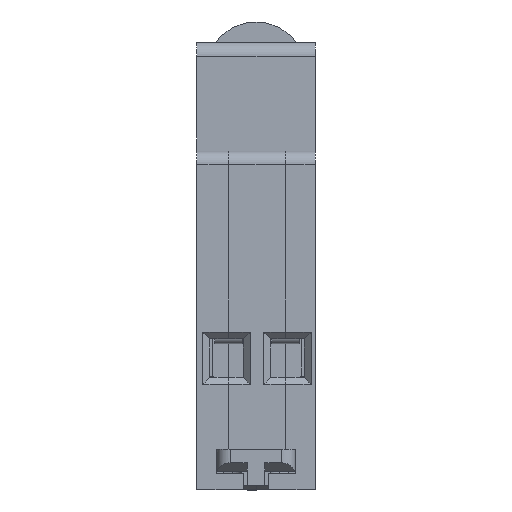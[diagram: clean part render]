
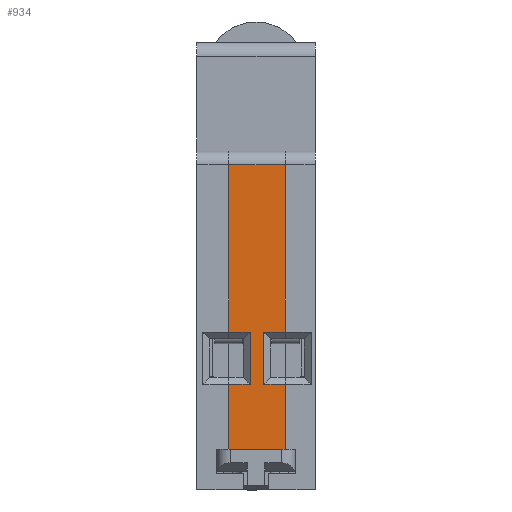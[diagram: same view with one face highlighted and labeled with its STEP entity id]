
A CAD part, front view. The second image highlights one B-rep face of the part: STEP entity #934.
In plain terms, the highlighted face is planar.
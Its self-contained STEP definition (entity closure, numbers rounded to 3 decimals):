
#431 = VERTEX_POINT ( 'NONE', #18880 ) ;
#435 = VERTEX_POINT ( 'NONE', #18875 ) ;
#437 = EDGE_CURVE ( 'NONE', #431, #435, #18874, .T. ) ;
#644 = EDGE_CURVE ( 'NONE', #431, #645, #16767, .T. ) ;
#645 = VERTEX_POINT ( 'NONE', #16596 ) ;
#682 = VERTEX_POINT ( 'NONE', #16768 ) ;
#684 = EDGE_CURVE ( 'NONE', #685, #682, #16698, .T. ) ;
#685 = VERTEX_POINT ( 'NONE', #16694 ) ;
#843 = VERTEX_POINT ( 'NONE', #16991 ) ;
#845 = EDGE_CURVE ( 'NONE', #435, #843, #16990, .T. ) ;
#934 = ADVANCED_FACE ( 'NONE', ( #17108 ), #17107, .F. ) ;
#935 = ORIENTED_EDGE ( 'NONE', *, *, #936, .T. ) ;
#936 = EDGE_CURVE ( 'NONE', #937, #938, #17102, .T. ) ;
#937 = VERTEX_POINT ( 'NONE', #17098 ) ;
#938 = VERTEX_POINT ( 'NONE', #17097 ) ;
#939 = ORIENTED_EDGE ( 'NONE', *, *, #940, .T. ) ;
#940 = EDGE_CURVE ( 'NONE', #938, #645, #17096, .T. ) ;
#966 = EDGE_LOOP ( 'NONE', ( #935, #939, #1043, #1044, #1045, #1046, #1049, #1052, #1054, #969, #972, #975 ) ) ;
#969 = ORIENTED_EDGE ( 'NONE', *, *, #970, .T. ) ;
#970 = EDGE_CURVE ( 'NONE', #682, #971, #17172, .T. ) ;
#971 = VERTEX_POINT ( 'NONE', #17292 ) ;
#972 = ORIENTED_EDGE ( 'NONE', *, *, #973, .F. ) ;
#973 = EDGE_CURVE ( 'NONE', #974, #971, #17291, .T. ) ;
#974 = VERTEX_POINT ( 'NONE', #17287 ) ;
#975 = ORIENTED_EDGE ( 'NONE', *, *, #976, .T. ) ;
#976 = EDGE_CURVE ( 'NONE', #974, #937, #17286, .T. ) ;
#1043 = ORIENTED_EDGE ( 'NONE', *, *, #644, .F. ) ;
#1044 = ORIENTED_EDGE ( 'NONE', *, *, #437, .T. ) ;
#1045 = ORIENTED_EDGE ( 'NONE', *, *, #845, .T. ) ;
#1046 = ORIENTED_EDGE ( 'NONE', *, *, #1047, .T. ) ;
#1047 = EDGE_CURVE ( 'NONE', #843, #1048, #17053, .T. ) ;
#1048 = VERTEX_POINT ( 'NONE', #17462 ) ;
#1049 = ORIENTED_EDGE ( 'NONE', *, *, #1050, .T. ) ;
#1050 = EDGE_CURVE ( 'NONE', #1048, #1051, #17391, .T. ) ;
#1051 = VERTEX_POINT ( 'NONE', #17520 ) ;
#1052 = ORIENTED_EDGE ( 'NONE', *, *, #1053, .T. ) ;
#1053 = EDGE_CURVE ( 'NONE', #1051, #685, #17421, .T. ) ;
#1054 = ORIENTED_EDGE ( 'NONE', *, *, #684, .T. ) ;
#16596 = CARTESIAN_POINT ( 'NONE',  ( 83., 9.6, 8.4 ) ) ;
#16597 = DIRECTION ( 'NONE',  ( 0., 1., 0. ) ) ;
#16598 = VECTOR ( 'NONE', #16597, 1000. ) ;
#16599 = CARTESIAN_POINT ( 'NONE',  ( 83., 0., 8.4 ) ) ;
#16694 = CARTESIAN_POINT ( 'NONE',  ( 83., 17.3, 0. ) ) ;
#16695 = DIRECTION ( 'NONE',  ( 0., 1., 0. ) ) ;
#16696 = VECTOR ( 'NONE', #16695, 1000. ) ;
#16697 = CARTESIAN_POINT ( 'NONE',  ( 83., 0., 0. ) ) ;
#16698 = LINE ( 'NONE', #16697, #16696 ) ;
#16767 = LINE ( 'NONE', #16599, #16598 ) ;
#16768 = CARTESIAN_POINT ( 'NONE',  ( 83., 42., 0. ) ) ;
#16987 = DIRECTION ( 'NONE',  ( 0., 1., 0. ) ) ;
#16988 = VECTOR ( 'NONE', #16987, 1000. ) ;
#16989 = CARTESIAN_POINT ( 'NONE',  ( 83., 0., 0. ) ) ;
#16990 = LINE ( 'NONE', #16989, #16988 ) ;
#16991 = CARTESIAN_POINT ( 'NONE',  ( 83., 9.6, 0. ) ) ;
#17050 = DIRECTION ( 'NONE',  ( 0., 0., 1. ) ) ;
#17051 = VECTOR ( 'NONE', #17050, 1000. ) ;
#17052 = CARTESIAN_POINT ( 'NONE',  ( 83., 9.6, 8.4 ) ) ;
#17053 = LINE ( 'NONE', #17052, #17051 ) ;
#17093 = DIRECTION ( 'NONE',  ( 0., 0., 1. ) ) ;
#17094 = VECTOR ( 'NONE', #17093, 1000. ) ;
#17095 = CARTESIAN_POINT ( 'NONE',  ( 83., 9.6, 8.4 ) ) ;
#17096 = LINE ( 'NONE', #17095, #17094 ) ;
#17097 = CARTESIAN_POINT ( 'NONE',  ( 83., 9.6, 5.2 ) ) ;
#17098 = CARTESIAN_POINT ( 'NONE',  ( 83., 17.3, 5.2 ) ) ;
#17099 = DIRECTION ( 'NONE',  ( 0., -1., 0. ) ) ;
#17100 = VECTOR ( 'NONE', #17099, 1000. ) ;
#17101 = CARTESIAN_POINT ( 'NONE',  ( 83., 0., 5.2 ) ) ;
#17102 = LINE ( 'NONE', #17101, #17100 ) ;
#17103 = DIRECTION ( 'NONE',  ( 0., 0., 1. ) ) ;
#17104 = DIRECTION ( 'NONE',  ( -1., 0., 0. ) ) ;
#17105 = CARTESIAN_POINT ( 'NONE',  ( 83., 0., 8.4 ) ) ;
#17106 = AXIS2_PLACEMENT_3D ( 'NONE', #17105, #17104, #17103 ) ;
#17107 = PLANE ( 'NONE',  #17106 ) ;
#17108 = FACE_OUTER_BOUND ( 'NONE', #966, .T. ) ;
#17171 = CARTESIAN_POINT ( 'NONE',  ( 83., 42., 8.4 ) ) ;
#17172 = LINE ( 'NONE', #17171, #17294 ) ;
#17283 = DIRECTION ( 'NONE',  ( 0., 0., -1. ) ) ;
#17284 = VECTOR ( 'NONE', #17283, 1000. ) ;
#17285 = CARTESIAN_POINT ( 'NONE',  ( 83., 17.3, 8.4 ) ) ;
#17286 = LINE ( 'NONE', #17285, #17284 ) ;
#17287 = CARTESIAN_POINT ( 'NONE',  ( 83., 17.3, 8.4 ) ) ;
#17288 = DIRECTION ( 'NONE',  ( 0., 1., 0. ) ) ;
#17289 = VECTOR ( 'NONE', #17288, 1000. ) ;
#17290 = CARTESIAN_POINT ( 'NONE',  ( 83., 0., 8.4 ) ) ;
#17291 = LINE ( 'NONE', #17290, #17289 ) ;
#17292 = CARTESIAN_POINT ( 'NONE',  ( 83., 42., 8.4 ) ) ;
#17293 = DIRECTION ( 'NONE',  ( 0., 0., 1. ) ) ;
#17294 = VECTOR ( 'NONE', #17293, 1000. ) ;
#17389 = VECTOR ( 'NONE', #17521, 1000. ) ;
#17390 = CARTESIAN_POINT ( 'NONE',  ( 83., 0., 3.2 ) ) ;
#17391 = LINE ( 'NONE', #17390, #17389 ) ;
#17419 = VECTOR ( 'NONE', #17444, 1000. ) ;
#17420 = CARTESIAN_POINT ( 'NONE',  ( 83., 17.3, 8.4 ) ) ;
#17421 = LINE ( 'NONE', #17420, #17419 ) ;
#17444 = DIRECTION ( 'NONE',  ( 0., 0., -1. ) ) ;
#17462 = CARTESIAN_POINT ( 'NONE',  ( 83., 9.6, 3.2 ) ) ;
#17520 = CARTESIAN_POINT ( 'NONE',  ( 83., 17.3, 3.2 ) ) ;
#17521 = DIRECTION ( 'NONE',  ( 0., 1., 0. ) ) ;
#18874 = LINE ( 'NONE', #19011, #19010 ) ;
#18875 = CARTESIAN_POINT ( 'NONE',  ( 83., 0., 0. ) ) ;
#18880 = CARTESIAN_POINT ( 'NONE',  ( 83., 0., 8.4 ) ) ;
#19009 = DIRECTION ( 'NONE',  ( 0., 0., -1. ) ) ;
#19010 = VECTOR ( 'NONE', #19009, 1000. ) ;
#19011 = CARTESIAN_POINT ( 'NONE',  ( 83., 0., 8.4 ) ) ;
